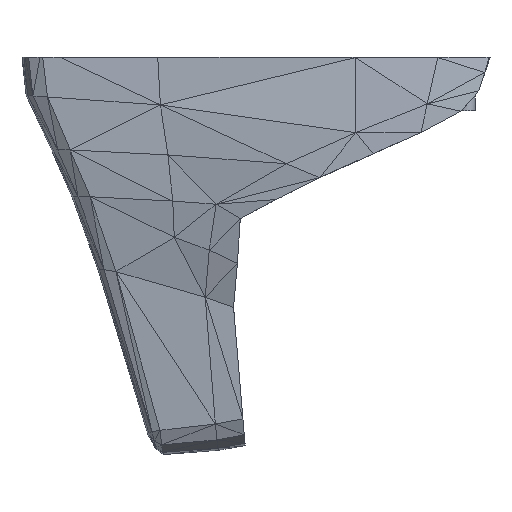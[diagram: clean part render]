
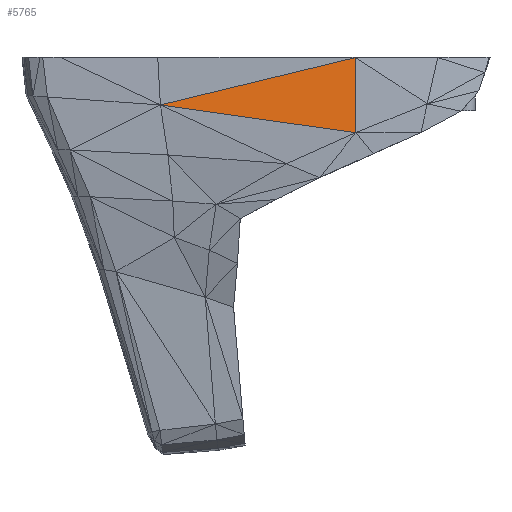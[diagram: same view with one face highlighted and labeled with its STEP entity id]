
A CAD part, front view. The second image highlights one B-rep face of the part: STEP entity #5765.
In plain terms, the highlighted planar face has unit normal (-0.082, -0.98, 0.181).
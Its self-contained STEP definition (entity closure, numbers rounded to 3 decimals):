
#342=PLANE('',#6262);
#717=FACE_OUTER_BOUND('',#1107,.T.);
#1107=EDGE_LOOP('',(#5136,#5137,#5138));
#1457=LINE('',#9174,#2125);
#1548=LINE('',#9361,#2216);
#1745=LINE('',#9755,#2413);
#2125=VECTOR('',#7048,1.);
#2216=VECTOR('',#7247,1.);
#2413=VECTOR('',#7706,1.);
#2888=VERTEX_POINT('',#9164);
#2889=VERTEX_POINT('',#9172);
#2931=VERTEX_POINT('',#9359);
#3428=EDGE_CURVE('',#2889,#2888,#1457,.T.);
#3521=EDGE_CURVE('',#2888,#2931,#1548,.T.);
#3718=EDGE_CURVE('',#2889,#2931,#1745,.T.);
#5136=ORIENTED_EDGE('',*,*,#3428,.F.);
#5137=ORIENTED_EDGE('',*,*,#3718,.T.);
#5138=ORIENTED_EDGE('',*,*,#3521,.F.);
#5765=ADVANCED_FACE('',(#717),#342,.T.);
#6262=AXIS2_PLACEMENT_3D('',#9759,#7711,#7712);
#7048=DIRECTION('',(0.971,-0.037,0.236));
#7247=DIRECTION('',(0.003,-0.182,-0.983));
#7706=DIRECTION('',(0.984,-0.108,-0.14));
#7711=DIRECTION('center_axis',(-0.082,-0.98,0.181));
#7712=DIRECTION('ref_axis',(0.,-0.182,-0.983));
#9164=CARTESIAN_POINT('',(1173.22,-22.83,682.798));
#9172=CARTESIAN_POINT('',(1107.379,-20.307,666.808));
#9174=CARTESIAN_POINT('',(1107.379,-20.307,666.808));
#9359=CARTESIAN_POINT('',(1173.304,-27.529,657.441));
#9361=CARTESIAN_POINT('',(1173.22,-22.83,682.798));
#9755=CARTESIAN_POINT('',(1107.379,-20.307,666.808));
#9759=CARTESIAN_POINT('Origin',(1173.304,-27.529,657.441));
